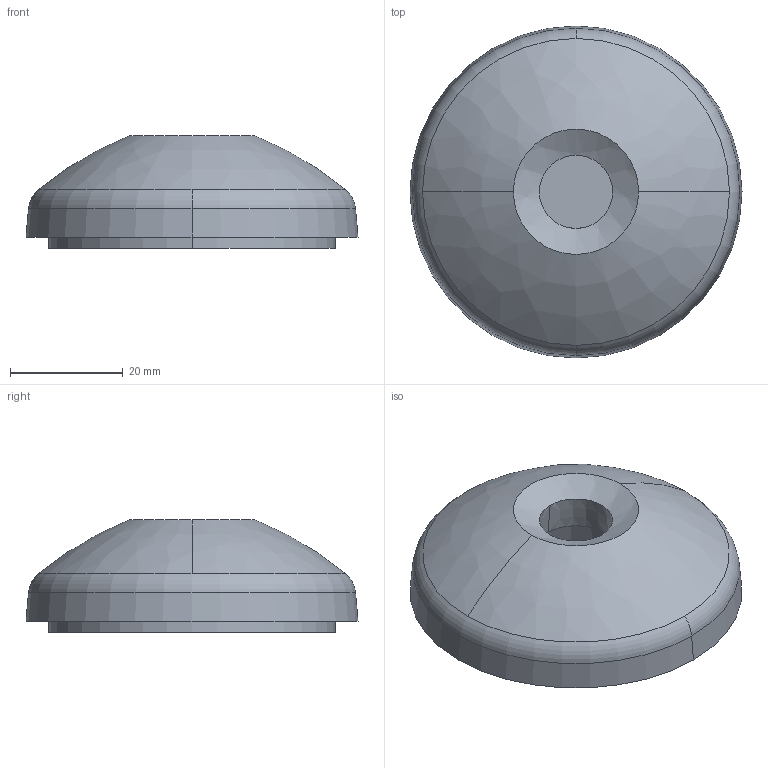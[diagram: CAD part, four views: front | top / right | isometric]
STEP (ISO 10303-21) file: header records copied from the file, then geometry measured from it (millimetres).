
FILE_DESCRIPTION (( 'STEP AP203' ), '1' );
FILE_NAME ('203600403_c_1.STEP', '2022-12-26T03:44:57', ( '' ), ( '' ), 'SwSTEP 2.0', 'SolidWorks 2014', '' );
FILE_SCHEMA (( 'CONFIG_CONTROL_DESIGN' ));
Length unit declared in the file: millimetre
Products named in the file (1): 203600403_c_1
Bounding box: 59 x 59 x 20 mm (x, y, z)
Volume: 34254.7 mm3; surface area: 8800.4 mm2
Topology: 1 solids, 1 shells, 19 faces, 38 edges, 24 vertices
Faces by surface type: cone 8, plane 4, bspline 2, cylinder 2, torus 2, sphere 1
Entity records: 607 total; most frequent: CARTESIAN_POINT 112, DIRECTION 102, ORIENTED_EDGE 76, AXIS2_PLACEMENT_3D 46, EDGE_CURVE 38, CIRCLE 28, VERTEX_POINT 24, EDGE_LOOP 22
